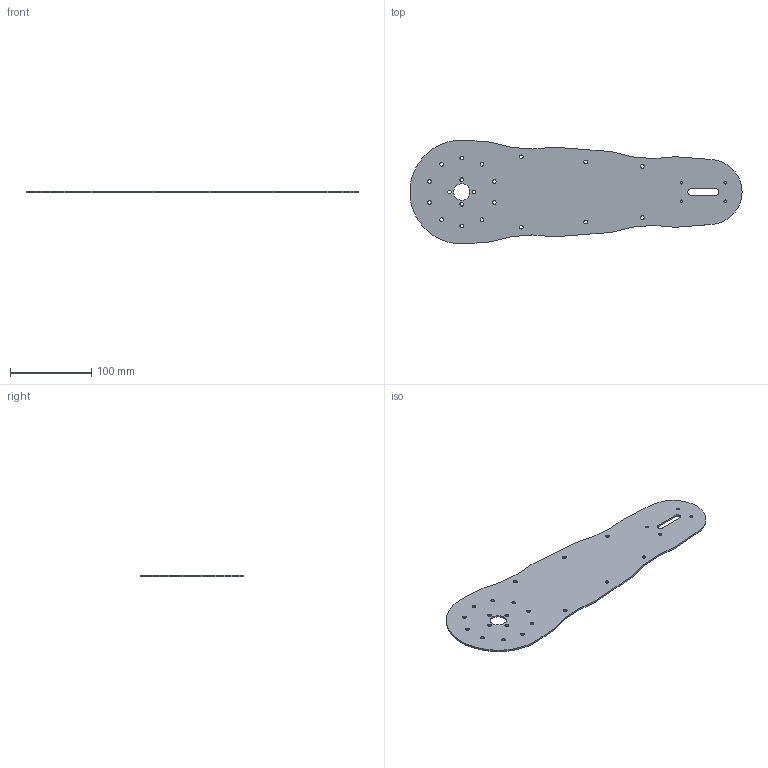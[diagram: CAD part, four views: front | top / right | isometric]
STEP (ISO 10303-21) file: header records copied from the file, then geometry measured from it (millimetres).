
FILE_DESCRIPTION (( 'STEP AP203' ), '1' );
FILE_NAME ('Panel interior v5_Predeterminado_sldprt.STEP', '2023-10-28T09:53:28', ( '' ), ( '' ), 'SwSTEP 2.0', 'SolidWorks 2022', '' );
FILE_SCHEMA (( 'CONFIG_CONTROL_DESIGN' ));
Length unit declared in the file: millimetre
Products named in the file (1): Panel interior v5_Predeterminado_sldprt
Bounding box: 408.1 x 127.4 x 2 mm (x, y, z)
Volume: 77271.1 mm3; surface area: 80099 mm2
Topology: 1 solids, 1 shells, 70 faces, 204 edges, 136 vertices
Faces by surface type: cylinder 60, plane 10
Entity records: 2569 total; most frequent: DIRECTION 466, CARTESIAN_POINT 411, ORIENTED_EDGE 408, EDGE_CURVE 204, AXIS2_PLACEMENT_3D 191, VERTEX_POINT 136, EDGE_LOOP 122, CIRCLE 120
